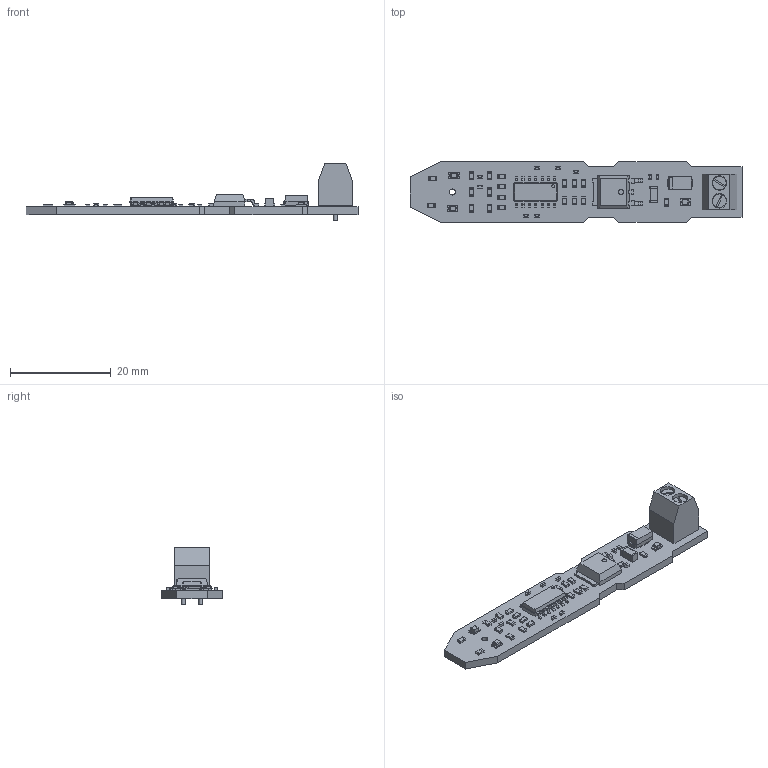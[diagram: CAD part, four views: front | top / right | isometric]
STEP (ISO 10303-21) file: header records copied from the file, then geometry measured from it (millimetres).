
FILE_DESCRIPTION(('KiCad electronic assembly'),'2;1');
FILE_NAME('logic_tester.step','2024-11-23T03:33:32',('Pcbnew'),('Kicad') ,'Open CASCADE STEP processor 7.6','KiCad to STEP converter','Unknown' );
FILE_SCHEMA(('AUTOMOTIVE_DESIGN { 1 0 10303 214 1 1 1 1 }'));
Length unit declared in the file: millimetre
Products named in the file (19): logic_tester 1; C_0402_1005Metric; R_0603_1608Metric; Terminal_3.5mm_x2; Part; Led_KP-2012G; Ceramic; Glass; SOIC-14_3.9x8.7mm_P1.27mm; SOIC_14_39x87mm_P127mm; TO-252-2; TO_252_2; D_SMA; C_1206_3216Metric; logic_tester PCB
Assembly tree (46 placements, depth 3):
  logic_tester 1
    C_0402_1005Metric  x9
      C_0402_1005Metric
    R_0603_1608Metric  x19
      R_0603_1608Metric
    Terminal_3.5mm_x2
      Part
    Led_KP-2012G  x3
      Ceramic
      Glass
    SOIC-14_3.9x8.7mm_P1.27mm
      SOIC_14_39x87mm_P127mm
    TO-252-2
      TO_252_2
    D_SMA
      D_SMA
    C_1206_3216Metric
      C_1206_3216Metric
    logic_tester PCB
Bounding box: 66 x 12 x 11.51 mm (x, y, z)
Volume: 1642.2 mm3; surface area: 2963.6 mm2
Topology: 44 solids, 44 shells, 1324 faces, 3420 edges, 2198 vertices
Faces by surface type: plane 869, cylinder 395, bspline 48, sphere 12
Full cylindrical faces by diameter (mm): 0.6 x1, 0.8 x2, 1 x3, 1.2 x1, 2 x2, 2.2 x2, 2.7 x2, 2.9 x2
Entity records: 40544 total; most frequent: CARTESIAN_POINT 7239, DIRECTION 5511, LINE 3652, VECTOR 3652, ORIENTED_EDGE 2968, PCURVE 2968, DEFINITIONAL_REPRESENTATION 2968, EDGE_CURVE 1484
